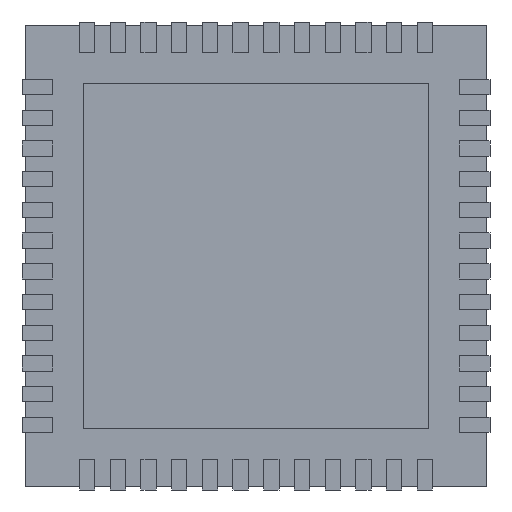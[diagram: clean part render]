
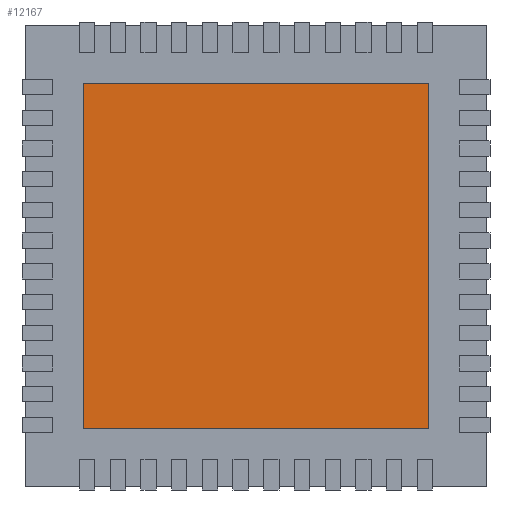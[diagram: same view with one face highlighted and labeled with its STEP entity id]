
A CAD part, front view. The second image highlights one B-rep face of the part: STEP entity #12167.
In plain terms, the highlighted planar face has unit normal (0, -1, 0).
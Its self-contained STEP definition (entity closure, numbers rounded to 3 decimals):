
#12020 = CARTESIAN_POINT ( 'NONE',  ( 2.25, 0., 2.25 ) ) ;
#12021 = VERTEX_POINT ( 'NONE', #12020 ) ;
#12022 = CARTESIAN_POINT ( 'NONE',  ( 2.25, 0., -2.25 ) ) ;
#12023 = VERTEX_POINT ( 'NONE', #12022 ) ;
#12024 = CARTESIAN_POINT ( 'NONE',  ( 2.25, 0., 2.25 ) ) ;
#12025 = DIRECTION ( 'NONE',  ( 0., 0., -1. ) ) ;
#12026 = VECTOR ( 'NONE', #12025, 1000. ) ;
#12027 = LINE ( 'NONE', #12024, #12026 ) ;
#12028 = EDGE_CURVE ( 'NONE', #12021, #12023, #12027, .T. ) ;
#12060 = CARTESIAN_POINT ( 'NONE',  ( -2.25, 0., -2.25 ) ) ;
#12061 = VERTEX_POINT ( 'NONE', #12060 ) ;
#12062 = CARTESIAN_POINT ( 'NONE',  ( -2.25, 0., -2.25 ) ) ;
#12063 = DIRECTION ( 'NONE',  ( -1., 0., 0. ) ) ;
#12064 = VECTOR ( 'NONE', #12063, 1000. ) ;
#12065 = LINE ( 'NONE', #12062, #12064 ) ;
#12066 = EDGE_CURVE ( 'NONE', #12023, #12061, #12065, .T. ) ;
#12091 = CARTESIAN_POINT ( 'NONE',  ( -2.25, 0., 2.25 ) ) ;
#12092 = VERTEX_POINT ( 'NONE', #12091 ) ;
#12093 = CARTESIAN_POINT ( 'NONE',  ( -2.25, 0., 2.25 ) ) ;
#12094 = DIRECTION ( 'NONE',  ( 0., 0., 1. ) ) ;
#12095 = VECTOR ( 'NONE', #12094, 1000. ) ;
#12096 = LINE ( 'NONE', #12093, #12095 ) ;
#12097 = EDGE_CURVE ( 'NONE', #12061, #12092, #12096, .T. ) ;
#12122 = CARTESIAN_POINT ( 'NONE',  ( -2.25, 0., 2.25 ) ) ;
#12123 = DIRECTION ( 'NONE',  ( 1., 0., 0. ) ) ;
#12124 = VECTOR ( 'NONE', #12123, 1000. ) ;
#12125 = LINE ( 'NONE', #12122, #12124 ) ;
#12126 = EDGE_CURVE ( 'NONE', #12092, #12021, #12125, .T. ) ;
#12156 = ORIENTED_EDGE ( 'NONE', *, *, #12028, .F. ) ;
#12157 = ORIENTED_EDGE ( 'NONE', *, *, #12126, .F. ) ;
#12158 = ORIENTED_EDGE ( 'NONE', *, *, #12097, .F. ) ;
#12159 = ORIENTED_EDGE ( 'NONE', *, *, #12066, .F. ) ;
#12160 = EDGE_LOOP ( 'NONE', ( #12156, #12157, #12158, #12159 ) ) ;
#12161 = FACE_OUTER_BOUND ( 'NONE', #12160, .T. ) ;
#12162 = CARTESIAN_POINT ( 'NONE',  ( 0., 0., 0. ) ) ;
#12163 = DIRECTION ( 'NONE',  ( 0., -1., 0. ) ) ;
#12164 = DIRECTION ( 'NONE',  ( 0., 0., -1. ) ) ;
#12165 = AXIS2_PLACEMENT_3D ( 'NONE', #12162, #12163, #12164 ) ;
#12166 = PLANE ( 'NONE', #12165 ) ;
#12167 = ADVANCED_FACE ( 'NONE', ( #12161 ), #12166, .T. ) ;
